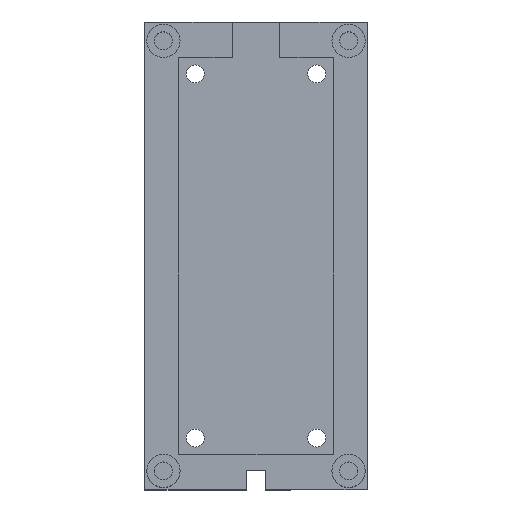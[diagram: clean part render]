
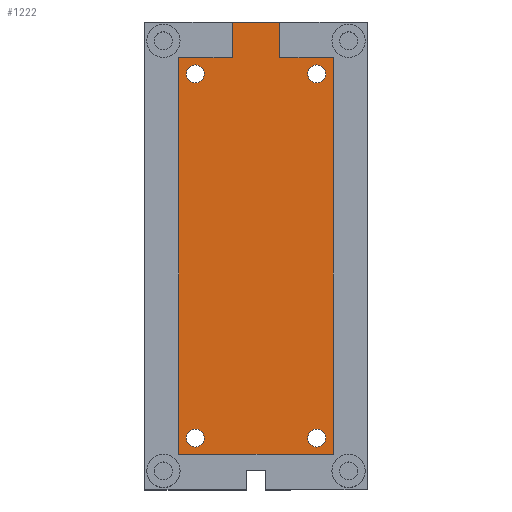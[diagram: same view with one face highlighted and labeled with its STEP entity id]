
A CAD part, top view. The second image highlights one B-rep face of the part: STEP entity #1222.
In plain terms, the highlighted planar face has unit normal (0, 0, 1).
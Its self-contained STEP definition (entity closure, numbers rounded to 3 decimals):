
#13 = DIRECTION ( 'NONE',  ( 0., 0., 1. ) ) ;
#19 = VERTEX_POINT ( 'NONE', #851 ) ;
#27 = CARTESIAN_POINT ( 'NONE',  ( 3.45, 79.625, 0. ) ) ;
#32 = VERTEX_POINT ( 'NONE', #850 ) ;
#37 = DIRECTION ( 'NONE',  ( 0., 0., 1. ) ) ;
#55 = CIRCLE ( 'NONE', #1111, 1.875 ) ;
#80 = LINE ( 'NONE', #1103, #772 ) ;
#103 = FACE_BOUND ( 'NONE', #409, .T. ) ;
#122 = VERTEX_POINT ( 'NONE', #738 ) ;
#125 = AXIS2_PLACEMENT_3D ( 'NONE', #27, #225, #1511 ) ;
#150 = CARTESIAN_POINT ( 'NONE',  ( 11.15, 83.05, 0. ) ) ;
#158 = DIRECTION ( 'NONE',  ( 0., 0., 1. ) ) ;
#160 = DIRECTION ( 'NONE',  ( 1., 0., 0. ) ) ;
#166 = DIRECTION ( 'NONE',  ( 0., 0., 1. ) ) ;
#167 = CARTESIAN_POINT ( 'NONE',  ( 0., 83.05, 0. ) ) ;
#180 = VECTOR ( 'NONE', #828, 1000. ) ;
#207 = VERTEX_POINT ( 'NONE', #150 ) ;
#215 = VERTEX_POINT ( 'NONE', #1225 ) ;
#225 = DIRECTION ( 'NONE',  ( 0., 0., 1. ) ) ;
#230 = CARTESIAN_POINT ( 'NONE',  ( 21.15, 83.05, 0. ) ) ;
#231 = ORIENTED_EDGE ( 'NONE', *, *, #1163, .F. ) ;
#246 = DIRECTION ( 'NONE',  ( 1., 0., 0. ) ) ;
#251 = VECTOR ( 'NONE', #845, 1000. ) ;
#258 = VERTEX_POINT ( 'NONE', #1086 ) ;
#262 = CARTESIAN_POINT ( 'NONE',  ( 21.15, 75.55, 0. ) ) ;
#282 = CARTESIAN_POINT ( 'NONE',  ( 28.85, 3.425, 0. ) ) ;
#284 = CARTESIAN_POINT ( 'NONE',  ( 0., 0., 0. ) ) ;
#293 = EDGE_CURVE ( 'NONE', #934, #258, #468, .T. ) ;
#313 = ORIENTED_EDGE ( 'NONE', *, *, #429, .F. ) ;
#328 = VERTEX_POINT ( 'NONE', #1244 ) ;
#339 = DIRECTION ( 'NONE',  ( 0., 0., 1. ) ) ;
#341 = CARTESIAN_POINT ( 'NONE',  ( 0., 0., 0. ) ) ;
#357 = EDGE_CURVE ( 'NONE', #563, #439, #1399, .T. ) ;
#375 = VECTOR ( 'NONE', #1283, 1000. ) ;
#409 = EDGE_LOOP ( 'NONE', ( #739, #861 ) ) ;
#423 = LINE ( 'NONE', #525, #592 ) ;
#429 = EDGE_CURVE ( 'NONE', #328, #674, #685, .T. ) ;
#439 = VERTEX_POINT ( 'NONE', #927 ) ;
#453 = FACE_BOUND ( 'NONE', #1142, .T. ) ;
#468 = CIRCLE ( 'NONE', #1493, 1.875 ) ;
#476 = DIRECTION ( 'NONE',  ( 1., 0., 0. ) ) ;
#492 = CARTESIAN_POINT ( 'NONE',  ( 0., 90.475, 0. ) ) ;
#505 = DIRECTION ( 'NONE',  ( 1., 0., 0. ) ) ;
#525 = CARTESIAN_POINT ( 'NONE',  ( 32.3, 0., 0. ) ) ;
#531 = CARTESIAN_POINT ( 'NONE',  ( 1.575, 3.425, 0. ) ) ;
#542 = DIRECTION ( 'NONE',  ( 0., 0., 1. ) ) ;
#548 = EDGE_LOOP ( 'NONE', ( #1099, #1270, #1231, #804, #991, #231, #1135, #1316 ) ) ;
#563 = VERTEX_POINT ( 'NONE', #819 ) ;
#574 = EDGE_LOOP ( 'NONE', ( #313, #1466 ) ) ;
#575 = CARTESIAN_POINT ( 'NONE',  ( 28.85, 3.425, 0. ) ) ;
#578 = EDGE_CURVE ( 'NONE', #19, #32, #605, .T. ) ;
#590 = CIRCLE ( 'NONE', #719, 1.875 ) ;
#592 = VECTOR ( 'NONE', #1230, 1000. ) ;
#605 = LINE ( 'NONE', #492, #251 ) ;
#617 = CARTESIAN_POINT ( 'NONE',  ( 3.45, 3.425, 0. ) ) ;
#626 = DIRECTION ( 'NONE',  ( 1., 0., 0. ) ) ;
#632 = LINE ( 'NONE', #262, #1051 ) ;
#634 = DIRECTION ( 'NONE',  ( 1., 0., 0. ) ) ;
#641 = AXIS2_PLACEMENT_3D ( 'NONE', #1128, #904, #1123 ) ;
#647 = EDGE_CURVE ( 'NONE', #258, #934, #958, .T. ) ;
#674 = VERTEX_POINT ( 'NONE', #1039 ) ;
#683 = PLANE ( 'NONE',  #1281 ) ;
#685 = CIRCLE ( 'NONE', #125, 1.875 ) ;
#712 = EDGE_CURVE ( 'NONE', #439, #563, #590, .T. ) ;
#713 = LINE ( 'NONE', #284, #180 ) ;
#719 = AXIS2_PLACEMENT_3D ( 'NONE', #1391, #339, #246 ) ;
#721 = AXIS2_PLACEMENT_3D ( 'NONE', #1345, #542, #1223 ) ;
#738 = CARTESIAN_POINT ( 'NONE',  ( 5.325, 3.425, 0. ) ) ;
#739 = ORIENTED_EDGE ( 'NONE', *, *, #357, .F. ) ;
#772 = VECTOR ( 'NONE', #870, 1000. ) ;
#793 = EDGE_CURVE ( 'NONE', #32, #1036, #632, .T. ) ;
#804 = ORIENTED_EDGE ( 'NONE', *, *, #978, .F. ) ;
#813 = VECTOR ( 'NONE', #1261, 1000. ) ;
#817 = LINE ( 'NONE', #1268, #813 ) ;
#819 = CARTESIAN_POINT ( 'NONE',  ( 30.725, 79.625, 0. ) ) ;
#825 = FACE_BOUND ( 'NONE', #574, .T. ) ;
#828 = DIRECTION ( 'NONE',  ( 0., 1., 0. ) ) ;
#838 = ORIENTED_EDGE ( 'NONE', *, *, #1351, .F. ) ;
#845 = DIRECTION ( 'NONE',  ( 1., 0., 0. ) ) ;
#850 = CARTESIAN_POINT ( 'NONE',  ( 21.15, 90.475, 0. ) ) ;
#851 = CARTESIAN_POINT ( 'NONE',  ( 11.15, 90.475, 0. ) ) ;
#861 = ORIENTED_EDGE ( 'NONE', *, *, #712, .F. ) ;
#870 = DIRECTION ( 'NONE',  ( 0., 1., 0. ) ) ;
#889 = AXIS2_PLACEMENT_3D ( 'NONE', #1211, #158, #626 ) ;
#904 = DIRECTION ( 'NONE',  ( 0., 0., 1. ) ) ;
#911 = VERTEX_POINT ( 'NONE', #531 ) ;
#915 = CARTESIAN_POINT ( 'NONE',  ( 0., 0., 0. ) ) ;
#917 = CARTESIAN_POINT ( 'NONE',  ( 0., 0., 0. ) ) ;
#924 = EDGE_CURVE ( 'NONE', #674, #328, #1454, .T. ) ;
#927 = CARTESIAN_POINT ( 'NONE',  ( 26.975, 79.625, 0. ) ) ;
#934 = VERTEX_POINT ( 'NONE', #1133 ) ;
#939 = EDGE_CURVE ( 'NONE', #1187, #1201, #423, .T. ) ;
#958 = CIRCLE ( 'NONE', #1278, 1.875 ) ;
#978 = EDGE_CURVE ( 'NONE', #207, #19, #80, .T. ) ;
#991 = ORIENTED_EDGE ( 'NONE', *, *, #1124, .F. ) ;
#1020 = VERTEX_POINT ( 'NONE', #917 ) ;
#1034 = EDGE_CURVE ( 'NONE', #1020, #1187, #1498, .T. ) ;
#1036 = VERTEX_POINT ( 'NONE', #230 ) ;
#1039 = CARTESIAN_POINT ( 'NONE',  ( 1.575, 79.625, 0. ) ) ;
#1051 = VECTOR ( 'NONE', #1081, 1000. ) ;
#1081 = DIRECTION ( 'NONE',  ( 0., -1., 0. ) ) ;
#1086 = CARTESIAN_POINT ( 'NONE',  ( 26.975, 3.425, 0. ) ) ;
#1099 = ORIENTED_EDGE ( 'NONE', *, *, #1457, .F. ) ;
#1103 = CARTESIAN_POINT ( 'NONE',  ( 11.15, 75.55, 0. ) ) ;
#1111 = AXIS2_PLACEMENT_3D ( 'NONE', #617, #37, #505 ) ;
#1123 = DIRECTION ( 'NONE',  ( 1., 0., 0. ) ) ;
#1124 = EDGE_CURVE ( 'NONE', #215, #207, #1237, .T. ) ;
#1128 = CARTESIAN_POINT ( 'NONE',  ( 28.85, 79.625, 0. ) ) ;
#1133 = CARTESIAN_POINT ( 'NONE',  ( 30.725, 3.425, 0. ) ) ;
#1135 = ORIENTED_EDGE ( 'NONE', *, *, #1034, .T. ) ;
#1142 = EDGE_LOOP ( 'NONE', ( #838, #1160 ) ) ;
#1160 = ORIENTED_EDGE ( 'NONE', *, *, #1335, .F. ) ;
#1163 = EDGE_CURVE ( 'NONE', #1020, #215, #713, .T. ) ;
#1187 = VERTEX_POINT ( 'NONE', #1463 ) ;
#1201 = VERTEX_POINT ( 'NONE', #1226 ) ;
#1210 = VECTOR ( 'NONE', #160, 1000. ) ;
#1211 = CARTESIAN_POINT ( 'NONE',  ( 3.45, 3.425, 0. ) ) ;
#1222 = ADVANCED_FACE ( 'NONE', ( #1505, #825, #103, #453, #1279 ), #683, .T. ) ;
#1223 = DIRECTION ( 'NONE',  ( 1., 0., 0. ) ) ;
#1225 = CARTESIAN_POINT ( 'NONE',  ( 0., 83.05, 0. ) ) ;
#1226 = CARTESIAN_POINT ( 'NONE',  ( 32.3, 83.05, 0. ) ) ;
#1230 = DIRECTION ( 'NONE',  ( 0., 1., 0. ) ) ;
#1231 = ORIENTED_EDGE ( 'NONE', *, *, #578, .F. ) ;
#1237 = LINE ( 'NONE', #167, #1210 ) ;
#1244 = CARTESIAN_POINT ( 'NONE',  ( 5.325, 79.625, 0. ) ) ;
#1261 = DIRECTION ( 'NONE',  ( 1., 0., 0. ) ) ;
#1268 = CARTESIAN_POINT ( 'NONE',  ( 0., 83.05, 0. ) ) ;
#1270 = ORIENTED_EDGE ( 'NONE', *, *, #793, .F. ) ;
#1278 = AXIS2_PLACEMENT_3D ( 'NONE', #575, #13, #1497 ) ;
#1279 = FACE_BOUND ( 'NONE', #1331, .T. ) ;
#1281 = AXIS2_PLACEMENT_3D ( 'NONE', #915, #1289, #476 ) ;
#1282 = CIRCLE ( 'NONE', #889, 1.875 ) ;
#1283 = DIRECTION ( 'NONE',  ( 1., 0., 0. ) ) ;
#1289 = DIRECTION ( 'NONE',  ( 0., 0., 1. ) ) ;
#1316 = ORIENTED_EDGE ( 'NONE', *, *, #939, .T. ) ;
#1331 = EDGE_LOOP ( 'NONE', ( #1431, #1435 ) ) ;
#1335 = EDGE_CURVE ( 'NONE', #911, #122, #55, .T. ) ;
#1345 = CARTESIAN_POINT ( 'NONE',  ( 3.45, 79.625, 0. ) ) ;
#1351 = EDGE_CURVE ( 'NONE', #122, #911, #1282, .T. ) ;
#1391 = CARTESIAN_POINT ( 'NONE',  ( 28.85, 79.625, 0. ) ) ;
#1399 = CIRCLE ( 'NONE', #641, 1.875 ) ;
#1431 = ORIENTED_EDGE ( 'NONE', *, *, #293, .F. ) ;
#1435 = ORIENTED_EDGE ( 'NONE', *, *, #647, .F. ) ;
#1454 = CIRCLE ( 'NONE', #721, 1.875 ) ;
#1457 = EDGE_CURVE ( 'NONE', #1036, #1201, #817, .T. ) ;
#1463 = CARTESIAN_POINT ( 'NONE',  ( 32.3, 0., 0. ) ) ;
#1466 = ORIENTED_EDGE ( 'NONE', *, *, #924, .F. ) ;
#1493 = AXIS2_PLACEMENT_3D ( 'NONE', #282, #166, #634 ) ;
#1497 = DIRECTION ( 'NONE',  ( 1., 0., 0. ) ) ;
#1498 = LINE ( 'NONE', #341, #375 ) ;
#1505 = FACE_OUTER_BOUND ( 'NONE', #548, .T. ) ;
#1511 = DIRECTION ( 'NONE',  ( 1., 0., 0. ) ) ;
